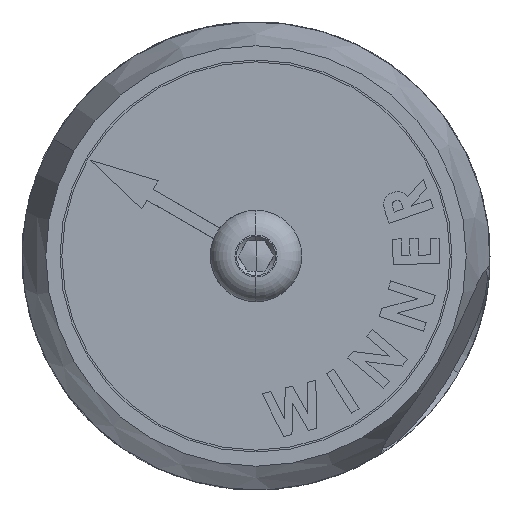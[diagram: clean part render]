
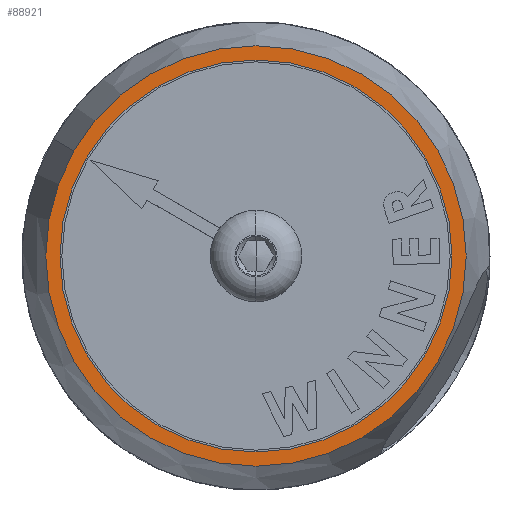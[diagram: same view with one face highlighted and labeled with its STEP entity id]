
A CAD part, left-side view. The second image highlights one B-rep face of the part: STEP entity #88921.
In plain terms, the highlighted planar face has unit normal (-1, 0, 0).
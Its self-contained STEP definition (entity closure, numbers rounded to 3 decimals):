
#274 = ORIENTED_EDGE ( 'NONE', *, *, #156607, .F. ) ;
#1299 = AXIS2_PLACEMENT_3D ( 'NONE', #58545, #46181, #45638 ) ;
#5598 = AXIS2_PLACEMENT_3D ( 'NONE', #65902, #29864, #115885 ) ;
#6069 = VERTEX_POINT ( 'NONE', #38249 ) ;
#7859 = FACE_OUTER_BOUND ( 'NONE', #152369, .T. ) ;
#17548 = EDGE_CURVE ( 'NONE', #6069, #73201, #27276, .T. ) ;
#20353 = PLANE ( 'NONE',  #1299 ) ;
#26785 = DIRECTION ( 'NONE',  ( 0., 0.866, 0.5 ) ) ;
#27276 = CIRCLE ( 'NONE', #5598, 15.85 ) ;
#29864 = DIRECTION ( 'NONE',  ( 1., 0., 0. ) ) ;
#36541 = DIRECTION ( 'NONE',  ( 0., 0.866, 0.5 ) ) ;
#38249 = CARTESIAN_POINT ( 'NONE',  ( -45.163, 13.727, 7.925 ) ) ;
#39985 = CARTESIAN_POINT ( 'NONE',  ( -45.163, 0., 0. ) ) ;
#45638 = DIRECTION ( 'NONE',  ( 0., 0.866, 0.5 ) ) ;
#46181 = DIRECTION ( 'NONE',  ( 1., 0., 0. ) ) ;
#51540 = AXIS2_PLACEMENT_3D ( 'NONE', #87582, #75188, #36541 ) ;
#54569 = CARTESIAN_POINT ( 'NONE',  ( -45.163, -14.722, -8.5 ) ) ;
#57571 = AXIS2_PLACEMENT_3D ( 'NONE', #39985, #77612, #64712 ) ;
#58545 = CARTESIAN_POINT ( 'NONE',  ( -45.163, -13.727, -7.925 ) ) ;
#63878 = CARTESIAN_POINT ( 'NONE',  ( -45.163, 0., 0. ) ) ;
#64712 = DIRECTION ( 'NONE',  ( 0., 0.866, 0.5 ) ) ;
#65902 = CARTESIAN_POINT ( 'NONE',  ( -45.163, 0., 0. ) ) ;
#66835 = VERTEX_POINT ( 'NONE', #54569 ) ;
#68146 = CIRCLE ( 'NONE', #146519, 17. ) ;
#73201 = VERTEX_POINT ( 'NONE', #114046 ) ;
#75188 = DIRECTION ( 'NONE',  ( 1., 0., 0. ) ) ;
#77612 = DIRECTION ( 'NONE',  ( 1., 0., 0. ) ) ;
#78986 = FACE_BOUND ( 'NONE', #147848, .T. ) ;
#87582 = CARTESIAN_POINT ( 'NONE',  ( -45.163, 0., 0. ) ) ;
#87597 = DIRECTION ( 'NONE',  ( 1., 0., 0. ) ) ;
#88921 = ADVANCED_FACE ( 'NONE', ( #7859, #78986 ), #20353, .F. ) ;
#94250 = ORIENTED_EDGE ( 'NONE', *, *, #147909, .T. ) ;
#97945 = CIRCLE ( 'NONE', #57571, 17. ) ;
#107750 = ORIENTED_EDGE ( 'NONE', *, *, #17548, .T. ) ;
#114046 = CARTESIAN_POINT ( 'NONE',  ( -45.163, -13.727, -7.925 ) ) ;
#115885 = DIRECTION ( 'NONE',  ( 0., 0.866, 0.5 ) ) ;
#117482 = ORIENTED_EDGE ( 'NONE', *, *, #124380, .F. ) ;
#124380 = EDGE_CURVE ( 'NONE', #135582, #66835, #97945, .T. ) ;
#134669 = CARTESIAN_POINT ( 'NONE',  ( -45.163, 14.722, 8.5 ) ) ;
#135582 = VERTEX_POINT ( 'NONE', #134669 ) ;
#135929 = CIRCLE ( 'NONE', #51540, 15.85 ) ;
#146519 = AXIS2_PLACEMENT_3D ( 'NONE', #63878, #87597, #26785 ) ;
#147848 = EDGE_LOOP ( 'NONE', ( #107750, #94250 ) ) ;
#147909 = EDGE_CURVE ( 'NONE', #73201, #6069, #135929, .T. ) ;
#152369 = EDGE_LOOP ( 'NONE', ( #117482, #274 ) ) ;
#156607 = EDGE_CURVE ( 'NONE', #66835, #135582, #68146, .T. ) ;
